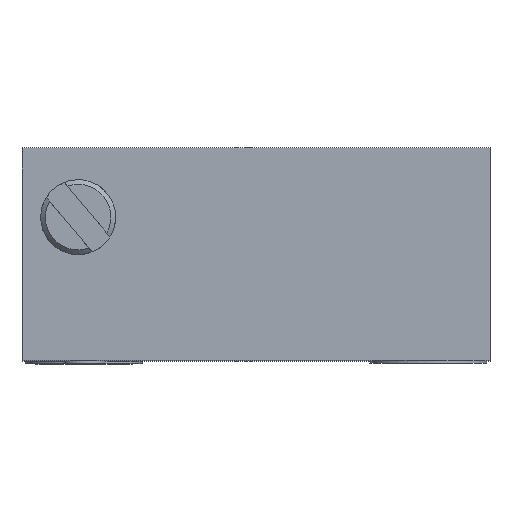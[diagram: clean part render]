
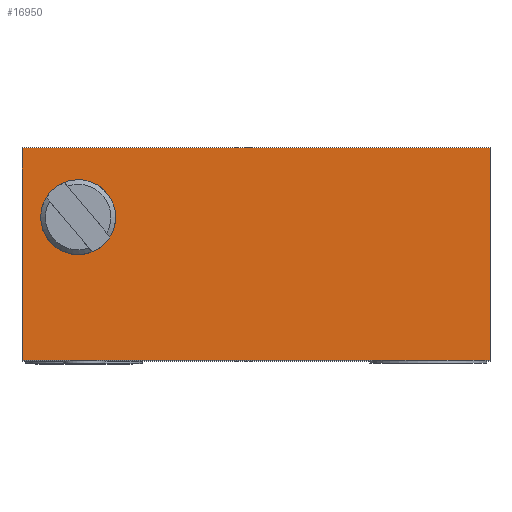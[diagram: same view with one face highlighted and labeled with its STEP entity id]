
A CAD part, top view. The second image highlights one B-rep face of the part: STEP entity #16950.
In plain terms, the highlighted free-form (B-spline) face has degree [1, 1] with [2, 2] control points.
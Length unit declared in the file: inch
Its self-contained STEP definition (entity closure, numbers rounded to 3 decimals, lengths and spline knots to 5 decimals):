
#4407=DIRECTION('',(1.,0.,0.));
#4408=VECTOR('',#4407,0.5);
#4409=CARTESIAN_POINT('',(-0.25,0.227,0.25));
#4410=LINE('',#4409,#4408);
#4521=DIRECTION('',(1.,0.,0.));
#4522=VECTOR('',#4521,0.5);
#4523=CARTESIAN_POINT('',(-0.25,0.,0.25));
#4524=LINE('',#4523,#4522);
#4590=DIRECTION('',(0.,1.,0.));
#4591=VECTOR('',#4590,0.227);
#4592=CARTESIAN_POINT('',(-0.25,0.,0.25));
#4593=LINE('',#4592,#4591);
#4597=CARTESIAN_POINT('',(-0.19,0.153,0.25));
#4598=DIRECTION('',(0.,0.,1.));
#4599=DIRECTION('',(1.,0.,0.));
#4600=AXIS2_PLACEMENT_3D('',#4597,#4598,#4599);
#4605=CARTESIAN_POINT('',(-0.19,0.153,0.25));
#4606=DIRECTION('',(0.,0.,1.));
#4607=DIRECTION('',(-1.,0.,0.));
#4608=AXIS2_PLACEMENT_3D('',#4605,#4606,#4607);
#4613=DIRECTION('',(0.,1.,0.));
#4614=VECTOR('',#4613,0.227);
#4615=CARTESIAN_POINT('',(0.25,0.,0.25));
#4616=LINE('',#4615,#4614);
#12427=CARTESIAN_POINT('',(-0.25,0.,0.25));
#12429=VERTEX_POINT('',#12427);
#12430=CARTESIAN_POINT('',(0.25,0.,0.25));
#12431=VERTEX_POINT('',#12430);
#12435=CARTESIAN_POINT('',(-0.25,0.227,0.25));
#12437=VERTEX_POINT('',#12435);
#12438=CARTESIAN_POINT('',(0.25,0.227,0.25));
#12439=VERTEX_POINT('',#12438);
#12498=CARTESIAN_POINT('',(-0.15875,0.153,0.25));
#12499=CARTESIAN_POINT('',(-0.22125,0.153,0.25));
#12500=VERTEX_POINT('',#12498);
#12501=VERTEX_POINT('',#12499);
#16932=CARTESIAN_POINT('',(-0.26,-0.00454,0.25));
#16933=CARTESIAN_POINT('',(-0.26,0.23154,0.25));
#16934=CARTESIAN_POINT('',(0.26,-0.00454,0.25));
#16935=CARTESIAN_POINT('',(0.26,0.23154,0.25));
#16936=B_SPLINE_SURFACE_WITH_KNOTS('',1,1,((#16932,#16933),(#16934,#16935)),
.UNSPECIFIED.,.F.,.F.,.F.,(2,2),(2,2),(-0.01,0.51),(-0.00454,0.23154),
.UNSPECIFIED.);
#16937=ORIENTED_EDGE('',*,*,#16905,.F.);
#16938=ORIENTED_EDGE('',*,*,#16894,.T.);
#16939=ORIENTED_EDGE('',*,*,#16851,.T.);
#16941=ORIENTED_EDGE('',*,*,#16940,.F.);
#16942=EDGE_LOOP('',(#16937,#16938,#16939,#16941));
#16943=FACE_OUTER_BOUND('',#16942,.F.);
#16945=ORIENTED_EDGE('',*,*,#16944,.T.);
#16947=ORIENTED_EDGE('',*,*,#16946,.T.);
#16948=EDGE_LOOP('',(#16945,#16947));
#16949=FACE_BOUND('',#16948,.F.);
#16950=ADVANCED_FACE('',(#16943,#16949),#16936,.T.);
#4601=CIRCLE('',#4600,0.03125);
#4609=CIRCLE('',#4608,0.03125);
#16851=EDGE_CURVE('',#12437,#12439,#4410,.T.);
#16894=EDGE_CURVE('',#12429,#12437,#4593,.T.);
#16905=EDGE_CURVE('',#12429,#12431,#4524,.T.);
#16940=EDGE_CURVE('',#12431,#12439,#4616,.T.);
#16944=EDGE_CURVE('',#12500,#12501,#4601,.T.);
#16946=EDGE_CURVE('',#12501,#12500,#4609,.T.);
